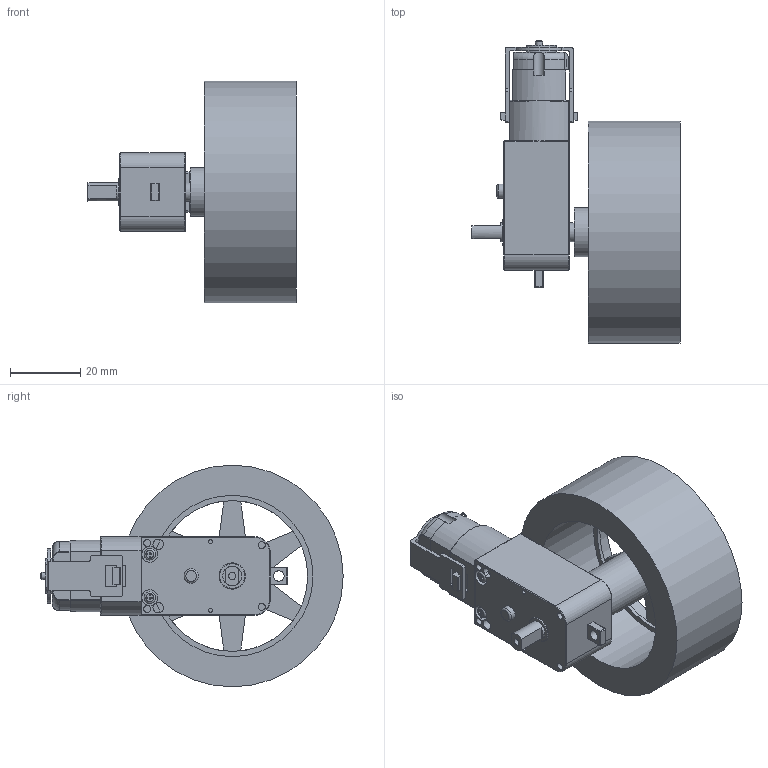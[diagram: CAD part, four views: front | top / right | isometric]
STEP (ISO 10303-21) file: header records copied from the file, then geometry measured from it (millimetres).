
FILE_DESCRIPTION(('FreeCAD Model'),'2;1');
FILE_NAME('Open CASCADE Shape Model','2023-12-14T21:37:31',(''),(''), 'Open CASCADE STEP processor 7.7','FreeCAD','Unknown');
FILE_SCHEMA(('AUTOMOTIVE_DESIGN { 1 0 10303 214 1 1 1 1 }'));
Length unit declared in the file: millimetre
Products named in the file (3): Robot; YG2900_10V_800gf/cm v5; LeftWheel
Assembly tree (2 placements, depth 2):
  Robot
    YG2900_10V_800gf/cm v5
    LeftWheel
Bounding box: 59.3 x 86.15 x 63.2 mm (x, y, z)
Volume: 91561.6 mm3; surface area: 31836.8 mm2
Topology: 11 solids, 11 shells, 659 faces, 1688 edges, 1066 vertices
Faces by surface type: plane 341, cylinder 251, torus 26, sphere 25, bspline 16
Full cylindrical faces by diameter (mm): 1.2 x4, 2 x10, 2.2 x4, 3 x6, 3.3 x4, 4.1 x2, 5.4 x4, 5.5 x2, 7.5 x2, 14 x1, 43 x1, 46 x2, 63.2 x1
Entity records: 25489 total; most frequent: CARTESIAN_POINT 4279, DIRECTION 3565, ORIENTED_EDGE 3358, EDGE_CURVE 1679, AXIS2_PLACEMENT_3D 1288, VERTEX_POINT 1070, LINE 989, VECTOR 989
